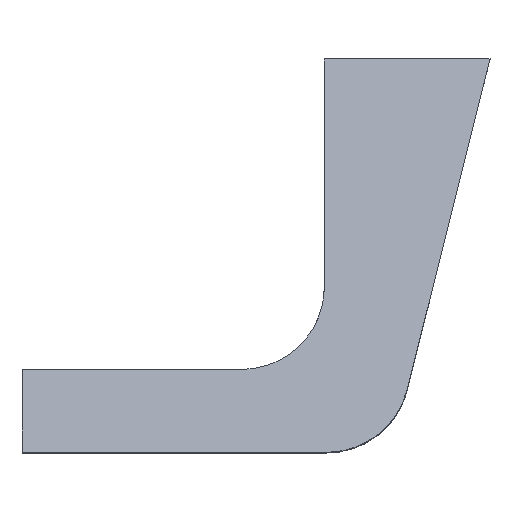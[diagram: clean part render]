
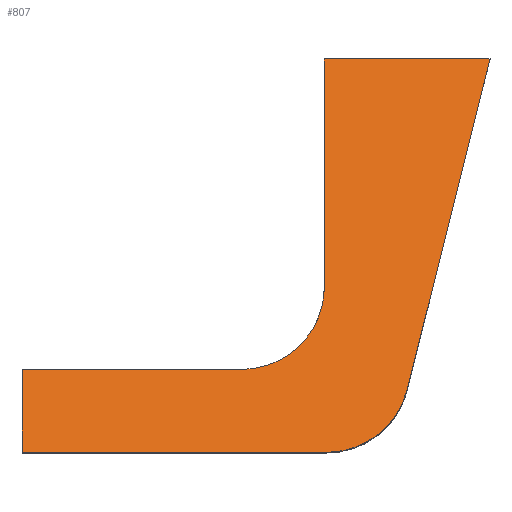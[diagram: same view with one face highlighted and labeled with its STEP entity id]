
A CAD part, top view. The second image highlights one B-rep face of the part: STEP entity #807.
In plain terms, the highlighted planar face has unit normal (0, 0.328, 0.945).
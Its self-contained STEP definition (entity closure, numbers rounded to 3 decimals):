
#15 = CARTESIAN_POINT ( 'NONE',  ( -73., -75., 103.053 ) ) ;
#59 = LINE ( 'NONE', #900, #684 ) ;
#65 = ORIENTED_EDGE ( 'NONE', *, *, #1561, .F. ) ;
#86 = CARTESIAN_POINT ( 'NONE',  ( -73., -95., 110. ) ) ;
#104 = DIRECTION ( 'NONE',  ( -0.23, -0.919, 0.319 ) ) ;
#117 = CARTESIAN_POINT ( 'NONE',  ( -20., -75., 103.053 ) ) ;
#145 = VERTEX_POINT ( 'NONE', #1155 ) ;
#206 = EDGE_CURVE ( 'NONE', #1383, #372, #59, .T. ) ;
#213 = LINE ( 'NONE', #1535, #889 ) ;
#249 = CARTESIAN_POINT ( 'NONE',  ( 40., 0., 77. ) ) ;
#251 = CARTESIAN_POINT ( 'NONE',  ( 0., -55., 96.105 ) ) ;
#263 = CARTESIAN_POINT ( 'NONE',  ( 0.599, -95., 110. ) ) ;
#300 = EDGE_CURVE ( 'NONE', #1017, #1291, #1187, .T. ) ;
#354 = CARTESIAN_POINT ( 'NONE',  ( 0., -55., 96.105 ) ) ;
#356 = CARTESIAN_POINT ( 'NONE',  ( 20., -79.859, 104.74 ) ) ;
#361 = LINE ( 'NONE', #1205, #1190 ) ;
#372 = VERTEX_POINT ( 'NONE', #1166 ) ;
#385 = EDGE_CURVE ( 'NONE', #372, #1397, #677, .T. ) ;
#429 = ORIENTED_EDGE ( 'NONE', *, *, #206, .T. ) ;
#432 = ORIENTED_EDGE ( 'NONE', *, *, #1047, .F. ) ;
#434 = AXIS2_PLACEMENT_3D ( 'NONE', #553, #1004, #1026 ) ;
#445 = DIRECTION ( 'NONE',  ( 1., 0., 0. ) ) ;
#553 = CARTESIAN_POINT ( 'NONE',  ( 40., 0., 77. ) ) ;
#565 = EDGE_CURVE ( 'NONE', #1459, #145, #1342, .T. ) ;
#599 = EDGE_LOOP ( 'NONE', ( #639, #65, #429, #758, #432, #1196, #1323, #1170 ) ) ;
#639 = ORIENTED_EDGE ( 'NONE', *, *, #300, .F. ) ;
#677 = LINE ( 'NONE', #86, #1563 ) ;
#684 = VECTOR ( 'NONE', #875, 1000. ) ;
#713 = VECTOR ( 'NONE', #104, 1000. ) ;
#734 = DIRECTION ( 'NONE',  ( -1., 0., 0. ) ) ;
#758 = ORIENTED_EDGE ( 'NONE', *, *, #385, .T. ) ;
#793 = PLANE ( 'NONE',  #434 ) ;
#807 = ADVANCED_FACE ( 'NONE', ( #1249 ), #793, .F. ) ;
#815 = CARTESIAN_POINT ( 'NONE',  ( 17.68, -89.124, 107.959 ) ) ;
#818 = LINE ( 'NONE', #1181, #713 ) ;
#875 = DIRECTION ( 'NONE',  ( 0., -0.945, 0.328 ) ) ;
#889 = VECTOR ( 'NONE', #445, 1000. ) ;
#900 = CARTESIAN_POINT ( 'NONE',  ( -73., 0., 77. ) ) ;
#909 = CARTESIAN_POINT ( 'NONE',  ( 40., 0., 77. ) ) ;
#955 = CARTESIAN_POINT ( 'NONE',  ( -20., -75., 103.053 ) ) ;
#1004 = DIRECTION ( 'NONE',  ( 0., -0.328, -0.945 ) ) ;
#1007 = VECTOR ( 'NONE', #734, 1000. ) ;
#1017 = VERTEX_POINT ( 'NONE', #117 ) ;
#1026 = DIRECTION ( 'NONE',  ( 0., 0.945, -0.328 ) ) ;
#1047 = EDGE_CURVE ( 'NONE', #1435, #1397, #1284, .T. ) ;
#1087 = DIRECTION ( 'NONE',  ( 0., 0.945, -0.328 ) ) ;
#1155 = CARTESIAN_POINT ( 'NONE',  ( 0., 0., 77. ) ) ;
#1166 = CARTESIAN_POINT ( 'NONE',  ( -73., -95., 110. ) ) ;
#1170 = ORIENTED_EDGE ( 'NONE', *, *, #1302, .F. ) ;
#1178 = DIRECTION ( 'NONE',  ( 1., 0., 0. ) ) ;
#1181 = CARTESIAN_POINT ( 'NONE',  ( 37.574, -9.687, 80.365 ) ) ;
#1187 =( BOUNDED_CURVE ( )  B_SPLINE_CURVE ( 3, ( #955, #1447, #1439, #354 ),
 .UNSPECIFIED., .F., .T. ) 
 B_SPLINE_CURVE_WITH_KNOTS ( ( 4, 4 ),
 ( 3.142, 4.712 ),
 .UNSPECIFIED. ) 
 CURVE ( )  GEOMETRIC_REPRESENTATION_ITEM ( )  RATIONAL_B_SPLINE_CURVE ( ( 1., 0.805, 0.805, 1. ) ) 
 REPRESENTATION_ITEM ( '' )  );
#1190 = VECTOR ( 'NONE', #1087, 1000. ) ;
#1196 = ORIENTED_EDGE ( 'NONE', *, *, #1229, .F. ) ;
#1205 = CARTESIAN_POINT ( 'NONE',  ( 0., -10.229, 80.553 ) ) ;
#1229 = EDGE_CURVE ( 'NONE', #1459, #1435, #818, .T. ) ;
#1249 = FACE_OUTER_BOUND ( 'NONE', #599, .T. ) ;
#1284 =( BOUNDED_CURVE ( )  B_SPLINE_CURVE ( 3, ( #356, #815, #1300, #1308 ),
 .UNSPECIFIED., .F., .F. ) 
 B_SPLINE_CURVE_WITH_KNOTS ( ( 4, 4 ),
 ( 1.816, 3.142 ),
 .UNSPECIFIED. ) 
 CURVE ( )  GEOMETRIC_REPRESENTATION_ITEM ( )  RATIONAL_B_SPLINE_CURVE ( ( 1., 0.859, 0.859, 1. ) ) 
 REPRESENTATION_ITEM ( '' )  );
#1291 = VERTEX_POINT ( 'NONE', #251 ) ;
#1300 = CARTESIAN_POINT ( 'NONE',  ( 10.15, -95., 110. ) ) ;
#1302 = EDGE_CURVE ( 'NONE', #1291, #145, #361, .T. ) ;
#1308 = CARTESIAN_POINT ( 'NONE',  ( 0.599, -95., 110. ) ) ;
#1323 = ORIENTED_EDGE ( 'NONE', *, *, #565, .T. ) ;
#1342 = LINE ( 'NONE', #249, #1007 ) ;
#1383 = VERTEX_POINT ( 'NONE', #15 ) ;
#1397 = VERTEX_POINT ( 'NONE', #263 ) ;
#1435 = VERTEX_POINT ( 'NONE', #1512 ) ;
#1439 = CARTESIAN_POINT ( 'NONE',  ( 0., -66.716, 100.175 ) ) ;
#1447 = CARTESIAN_POINT ( 'NONE',  ( -8.284, -75., 103.053 ) ) ;
#1459 = VERTEX_POINT ( 'NONE', #909 ) ;
#1512 = CARTESIAN_POINT ( 'NONE',  ( 20., -79.859, 104.74 ) ) ;
#1535 = CARTESIAN_POINT ( 'NONE',  ( -20., -75., 103.053 ) ) ;
#1561 = EDGE_CURVE ( 'NONE', #1383, #1017, #213, .T. ) ;
#1563 = VECTOR ( 'NONE', #1178, 1000. ) ;
